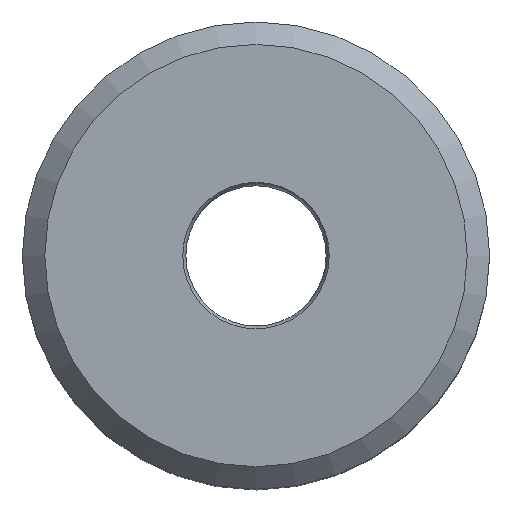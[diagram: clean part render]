
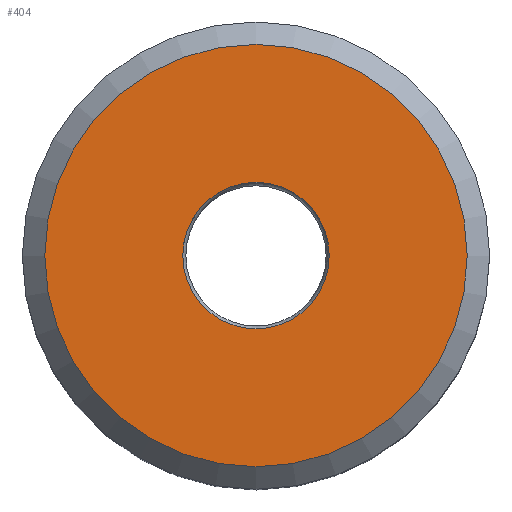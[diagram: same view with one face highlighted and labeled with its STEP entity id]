
A CAD part, top view. The second image highlights one B-rep face of the part: STEP entity #404.
In plain terms, the highlighted planar face has unit normal (0, 0, 1).
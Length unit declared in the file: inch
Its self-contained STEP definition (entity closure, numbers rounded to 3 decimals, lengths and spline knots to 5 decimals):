
#29=PLANE('',#481);
#65=FACE_BOUND('',#152,.T.);
#98=FACE_OUTER_BOUND('',#151,.T.);
#151=EDGE_LOOP('',(#316));
#152=EDGE_LOOP('',(#317));
#197=CIRCLE('',#480,0.2825);
#198=CIRCLE('',#482,0.098);
#230=VERTEX_POINT('',#701);
#231=VERTEX_POINT('',#704);
#263=EDGE_CURVE('',#230,#230,#197,.T.);
#264=EDGE_CURVE('',#231,#231,#198,.T.);
#316=ORIENTED_EDGE('',*,*,#263,.F.);
#317=ORIENTED_EDGE('',*,*,#264,.T.);
#404=ADVANCED_FACE('',(#98,#65),#29,.T.);
#480=AXIS2_PLACEMENT_3D('',#702,#588,#589);
#481=AXIS2_PLACEMENT_3D('',#703,#590,#591);
#482=AXIS2_PLACEMENT_3D('',#705,#592,#593);
#588=DIRECTION('center_axis',(0.,0.,-1.));
#589=DIRECTION('ref_axis',(-1.,0.,0.));
#590=DIRECTION('center_axis',(0.,0.,1.));
#591=DIRECTION('ref_axis',(-1.,0.,0.));
#592=DIRECTION('center_axis',(0.,0.,-1.));
#593=DIRECTION('ref_axis',(1.,0.,0.));
#701=CARTESIAN_POINT('',(0.2825,0.,0.255));
#702=CARTESIAN_POINT('Origin',(0.,0.,0.255));
#703=CARTESIAN_POINT('Origin',(0.,0.,0.255));
#704=CARTESIAN_POINT('',(-0.098,0.,0.255));
#705=CARTESIAN_POINT('Origin',(0.,0.,0.255));
